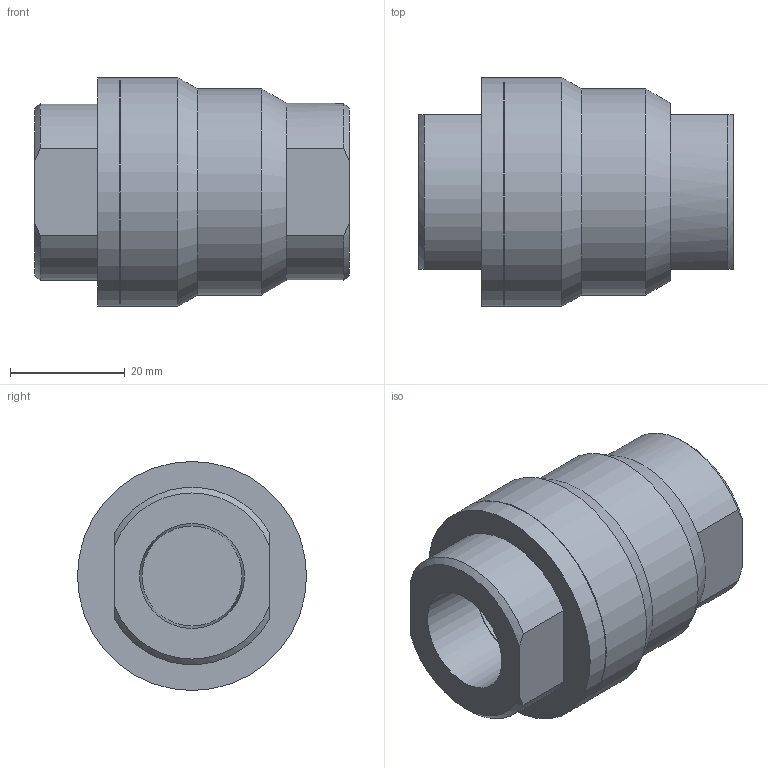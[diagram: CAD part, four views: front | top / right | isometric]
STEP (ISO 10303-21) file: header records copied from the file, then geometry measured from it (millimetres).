
FILE_DESCRIPTION((''),'2;1');
FILE_NAME('ck3m0-015-screw-00.stp','2009-11-17T09:50:45',('nakaot'),(''),'Autodesk Inventor 2008','Autodesk Inventor 2008','');
FILE_SCHEMA(('AUTOMOTIVE_DESIGN { 1 0 10303 214 1 1 1 1 }'));
Length unit declared in the file: millimetre
Products named in the file (1): ck3m0-015-screw-00
Bounding box: 55 x 40 x 40 mm (x, y, z)
Volume: 45783.6 mm3; surface area: 10587.8 mm2
Topology: 1 solids, 1 shells, 33 faces, 67 edges, 43 vertices
Faces by surface type: plane 11, bspline 8, cylinder 8, cone 6
Full cylindrical faces by diameter (mm): 30 x1, 36 x1, 40 x2
Entity records: 864 total; most frequent: CARTESIAN_POINT 224, DIRECTION 128, ORIENTED_EDGE 108, AXIS2_PLACEMENT_3D 56, EDGE_CURVE 54, EDGE_LOOP 50, VERTEX_POINT 40, FACE_OUTER_BOUND 33
